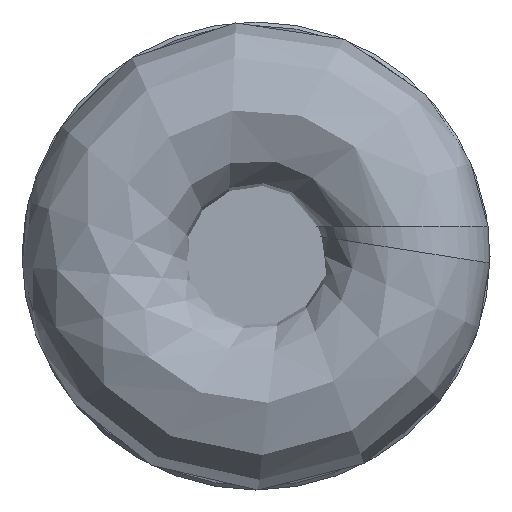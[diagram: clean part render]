
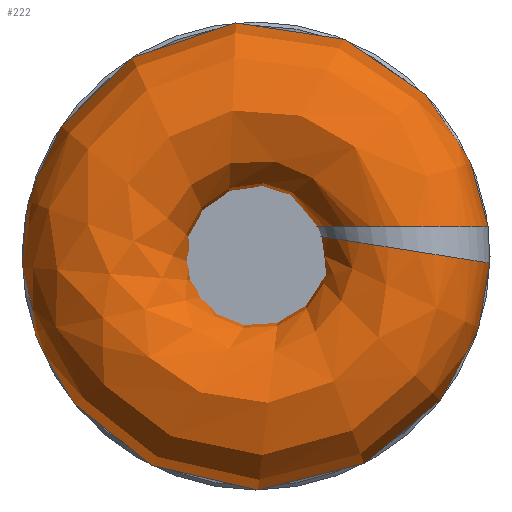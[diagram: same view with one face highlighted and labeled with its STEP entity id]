
A CAD part, left-side view. The second image highlights one B-rep face of the part: STEP entity #222.
In plain terms, the highlighted free-form (B-spline) face has degree [3, 3] with [7, 7] control points.
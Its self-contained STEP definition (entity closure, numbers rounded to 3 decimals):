
#222=ADVANCED_FACE('',(#247,#248),#244,.F.);
#244=(
BOUNDED_SURFACE()
B_SPLINE_SURFACE(3,3,((#585,#586,#587,#588,#589,#590,#591),(#592,#593,#594,
#595,#596,#597,#598),(#599,#600,#601,#602,#603,#604,#605),(#606,#607,#608,
#609,#610,#611,#612),(#613,#614,#615,#616,#617,#618,#619),(#620,#621,#622,
#623,#624,#625,#626),(#627,#628,#629,#630,#631,#632,#633)),
 .UNSPECIFIED.,.T.,.F.,.F.)
B_SPLINE_SURFACE_WITH_KNOTS((1,3,3,3,1),(4,3,4),(-0.5,0.,0.5,1.,1.5),(0.,
0.5,1.),.UNSPECIFIED.)
GEOMETRIC_REPRESENTATION_ITEM()
RATIONAL_B_SPLINE_SURFACE(((1.,0.359,0.359,1.,0.359,
0.359,1.),(0.333,0.12,0.12,
0.333,0.12,0.12,0.333),
(0.333,0.12,0.12,0.333,
0.12,0.12,0.333),(1.,0.359,
0.359,1.,0.359,0.359,1.),(0.333,
0.12,0.12,0.333,0.12,
0.12,0.333),(0.333,0.12,
0.12,0.333,0.12,0.12,
0.333),(1.,0.359,0.359,1.,0.359,
0.359,1.)))
REPRESENTATION_ITEM('')
SURFACE()
);
#247=FACE_BOUND('',#287,.T.);
#248=FACE_BOUND('',#288,.T.);
#287=EDGE_LOOP('',(#329));
#288=EDGE_LOOP('',(#330));
#329=ORIENTED_EDGE('',*,*,#391,.T.);
#330=ORIENTED_EDGE('',*,*,#390,.F.);
#369=VERTEX_POINT('',#554);
#370=VERTEX_POINT('',#556);
#390=EDGE_CURVE('',#369,#369,#411,.T.);
#391=EDGE_CURVE('',#370,#370,#412,.T.);
#411=CIRCLE('',#433,6.);
#412=CIRCLE('',#434,6.);
#433=AXIS2_PLACEMENT_3D('',#553,#473,#474);
#434=AXIS2_PLACEMENT_3D('',#555,#475,#476);
#473=DIRECTION('',(0.,-0.155,0.988));
#474=DIRECTION('',(1.,0.,0.));
#475=DIRECTION('',(0.,0.,1.));
#476=DIRECTION('',(1.,0.,0.));
#553=CARTESIAN_POINT('',(6.,-10.065,0.445));
#554=CARTESIAN_POINT('',(12.,-10.065,0.445));
#555=CARTESIAN_POINT('',(6.,-9.875,2.));
#556=CARTESIAN_POINT('',(12.,-9.875,2.));
#585=CARTESIAN_POINT('',(12.,-10.065,0.445));
#586=CARTESIAN_POINT('',(12.,-10.89,-18.218));
#587=CARTESIAN_POINT('',(12.,7.727,-19.768));
#588=CARTESIAN_POINT('',(12.,10.,-1.226));
#589=CARTESIAN_POINT('',(12.,12.274,17.316));
#590=CARTESIAN_POINT('',(12.,-6.166,20.309));
#591=CARTESIAN_POINT('',(12.,-9.875,2.));
#592=CARTESIAN_POINT('',(12.,1.79,2.305));
#593=CARTESIAN_POINT('',(12.,-2.485,5.624));
#594=CARTESIAN_POINT('',(12.,-5.967,1.482));
#595=CARTESIAN_POINT('',(12.,-1.964,-2.159));
#596=CARTESIAN_POINT('',(12.,2.04,-5.8));
#597=CARTESIAN_POINT('',(12.,5.834,-1.941));
#598=CARTESIAN_POINT('',(12.,2.125,2.));
#599=CARTESIAN_POINT('',(0.,1.79,2.305));
#600=CARTESIAN_POINT('',(0.,-2.485,5.624));
#601=CARTESIAN_POINT('',(0.,-5.967,1.482));
#602=CARTESIAN_POINT('',(0.,-1.964,-2.159));
#603=CARTESIAN_POINT('',(0.,2.04,-5.8));
#604=CARTESIAN_POINT('',(0.,5.834,-1.941));
#605=CARTESIAN_POINT('',(0.,2.125,2.));
#606=CARTESIAN_POINT('',(0.,-10.065,0.445));
#607=CARTESIAN_POINT('',(0.,-10.89,-18.218));
#608=CARTESIAN_POINT('',(0.,7.727,-19.768));
#609=CARTESIAN_POINT('',(0.,10.,-1.226));
#610=CARTESIAN_POINT('',(0.,12.274,17.316));
#611=CARTESIAN_POINT('',(0.,-6.166,20.309));
#612=CARTESIAN_POINT('',(0.,-9.875,2.));
#613=CARTESIAN_POINT('',(0.,-21.92,-1.416));
#614=CARTESIAN_POINT('',(0.,-19.295,-42.06));
#615=CARTESIAN_POINT('',(0.,21.42,-41.018));
#616=CARTESIAN_POINT('',(0.,21.964,-0.293));
#617=CARTESIAN_POINT('',(0.,22.507,40.432));
#618=CARTESIAN_POINT('',(0.,-18.166,42.56));
#619=CARTESIAN_POINT('',(0.,-21.875,2.));
#620=CARTESIAN_POINT('',(12.,-21.92,-1.416));
#621=CARTESIAN_POINT('',(12.,-19.295,-42.06));
#622=CARTESIAN_POINT('',(12.,21.42,-41.018));
#623=CARTESIAN_POINT('',(12.,21.964,-0.293));
#624=CARTESIAN_POINT('',(12.,22.507,40.432));
#625=CARTESIAN_POINT('',(12.,-18.166,42.56));
#626=CARTESIAN_POINT('',(12.,-21.875,2.));
#627=CARTESIAN_POINT('',(12.,-10.065,0.445));
#628=CARTESIAN_POINT('',(12.,-10.89,-18.218));
#629=CARTESIAN_POINT('',(12.,7.727,-19.768));
#630=CARTESIAN_POINT('',(12.,10.,-1.226));
#631=CARTESIAN_POINT('',(12.,12.274,17.316));
#632=CARTESIAN_POINT('',(12.,-6.166,20.309));
#633=CARTESIAN_POINT('',(12.,-9.875,2.));
